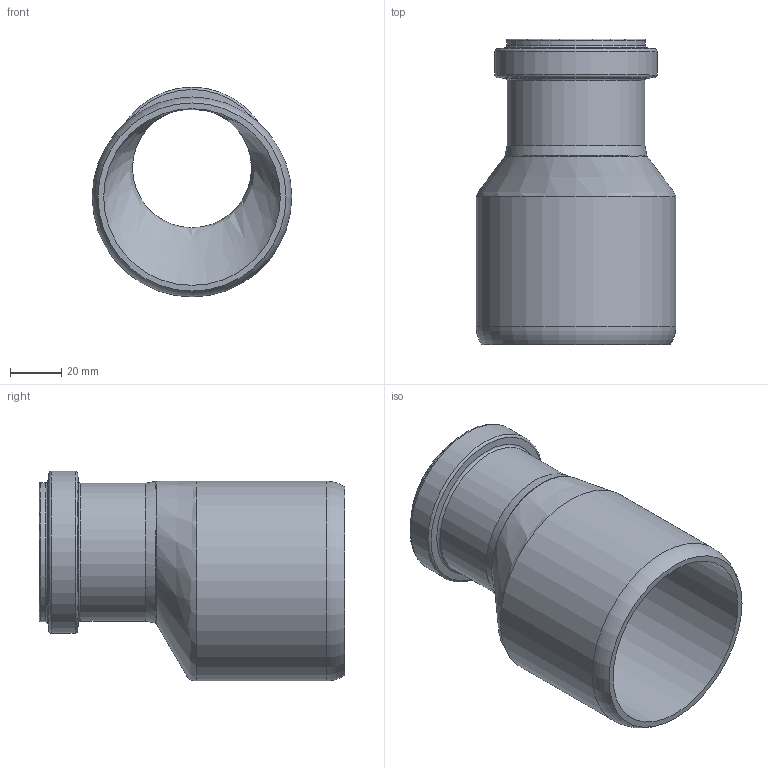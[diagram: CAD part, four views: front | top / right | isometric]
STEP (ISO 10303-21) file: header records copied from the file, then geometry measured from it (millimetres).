
FILE_DESCRIPTION(/* description */ (''),/* implementation_level */ '2;1');
FILE_NAME(/* name */ '333750 SKOLANsafe Übergang_HT-Spitz DN_OD HT78_50.stp',/* time_stamp */ '2018-01-09T10:36:40+01:00',/* author */ ('user1'),/* organization */ (''),/* preprocessor_version */ 'ST-DEVELOPER v16.1',/* originating_system */ 'Autodesk Inventor 2016',/* authorisation */ '');
FILE_SCHEMA (('AUTOMOTIVE_DESIGN { 1 0 10303 214 3 1 1 }'));
Length unit declared in the file: millimetre
Products named in the file (1): 333750 SKOLANsafe Übergang_HT-Spitz DN_OD HT78_50
Bounding box: 78.2 x 119.7 x 82.15 mm (x, y, z)
Volume: 92520.6 mm3; surface area: 54188.5 mm2
Topology: 1 solids, 1 shells, 34 faces, 73 edges, 38 vertices
Faces by surface type: torus 11, cylinder 9, cone 7, bspline 4, plane 3
Full cylindrical faces by diameter (mm): 50.8 x1, 51.2 x2, 54 x1, 54.4 x1, 60.3 x1, 63.5 x1, 69.2 x1, 78.2 x1
Entity records: 1505 total; most frequent: CARTESIAN_POINT 893, DIRECTION 128, ORIENTED_EDGE 80, EDGE_LOOP 64, AXIS2_PLACEMENT_3D 64, EDGE_CURVE 40, VERTEX_POINT 36, FACE_OUTER_BOUND 34
